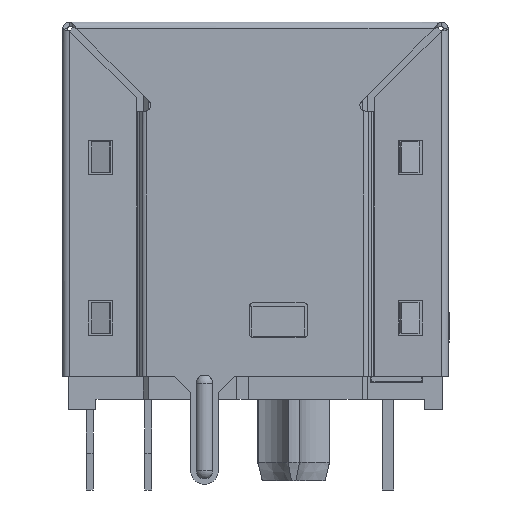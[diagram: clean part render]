
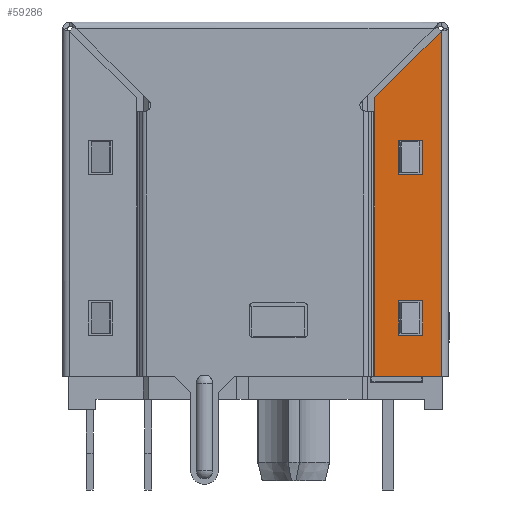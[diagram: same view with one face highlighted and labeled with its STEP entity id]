
A CAD part, left-side view. The second image highlights one B-rep face of the part: STEP entity #59286.
In plain terms, the highlighted face is planar.
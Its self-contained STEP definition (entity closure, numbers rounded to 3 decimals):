
#13183=ORIENTED_EDGE('',*,*,#20488,.F.);
#13184=ORIENTED_EDGE('',*,*,#20490,.T.);
#13185=ORIENTED_EDGE('',*,*,#20491,.T.);
#13186=ORIENTED_EDGE('',*,*,#20240,.T.);
#13187=ORIENTED_EDGE('',*,*,#20492,.F.);
#13188=ORIENTED_EDGE('',*,*,#20493,.F.);
#13189=ORIENTED_EDGE('',*,*,#20494,.F.);
#13190=ORIENTED_EDGE('',*,*,#20495,.F.);
#13191=ORIENTED_EDGE('',*,*,#20496,.F.);
#13192=ORIENTED_EDGE('',*,*,#20497,.F.);
#13193=ORIENTED_EDGE('',*,*,#20498,.F.);
#13194=ORIENTED_EDGE('',*,*,#20499,.F.);
#20240=EDGE_CURVE('',#24807,#24806,#30000,.T.);
#20488=EDGE_CURVE('',#24923,#24806,#30134,.T.);
#20490=EDGE_CURVE('',#24923,#24924,#30136,.T.);
#20491=EDGE_CURVE('',#24924,#24807,#30137,.T.);
#20492=EDGE_CURVE('',#24925,#24926,#30138,.T.);
#20493=EDGE_CURVE('',#24927,#24925,#30139,.T.);
#20494=EDGE_CURVE('',#24928,#24927,#30140,.T.);
#20495=EDGE_CURVE('',#24926,#24928,#30141,.T.);
#20496=EDGE_CURVE('',#24929,#24930,#30142,.T.);
#20497=EDGE_CURVE('',#24931,#24929,#30143,.T.);
#20498=EDGE_CURVE('',#24932,#24931,#30144,.T.);
#20499=EDGE_CURVE('',#24930,#24932,#30145,.T.);
#24806=VERTEX_POINT('',#86725);
#24807=VERTEX_POINT('',#86727);
#24923=VERTEX_POINT('',#87537);
#24924=VERTEX_POINT('',#87548);
#24925=VERTEX_POINT('',#87551);
#24926=VERTEX_POINT('',#87552);
#24927=VERTEX_POINT('',#87554);
#24928=VERTEX_POINT('',#87556);
#24929=VERTEX_POINT('',#87559);
#24930=VERTEX_POINT('',#87560);
#24931=VERTEX_POINT('',#87562);
#24932=VERTEX_POINT('',#87564);
#30000=LINE('',#86726,#35361);
#30134=LINE('',#87543,#35495);
#30136=LINE('',#87547,#35497);
#30137=LINE('',#87549,#35498);
#30138=LINE('',#87550,#35499);
#30139=LINE('',#87553,#35500);
#30140=LINE('',#87555,#35501);
#30141=LINE('',#87557,#35502);
#30142=LINE('',#87558,#35503);
#30143=LINE('',#87561,#35504);
#30144=LINE('',#87563,#35505);
#30145=LINE('',#87565,#35506);
#35361=VECTOR('',#71775,1000.);
#35495=VECTOR('',#72301,1000.);
#35497=VECTOR('',#72307,1000.);
#35498=VECTOR('',#72308,1000.);
#35499=VECTOR('',#72309,1000.);
#35500=VECTOR('',#72310,1000.);
#35501=VECTOR('',#72311,1000.);
#35502=VECTOR('',#72312,1000.);
#35503=VECTOR('',#72313,1000.);
#35504=VECTOR('',#72314,1000.);
#35505=VECTOR('',#72315,1000.);
#35506=VECTOR('',#72316,1000.);
#37877=EDGE_LOOP('',(#13183,#13184,#13185,#13186));
#37878=EDGE_LOOP('',(#13187,#13188,#13189,#13190));
#37879=EDGE_LOOP('',(#13191,#13192,#13193,#13194));
#40185=FACE_BOUND('',#37877,.T.);
#40186=FACE_BOUND('',#37878,.T.);
#40187=FACE_BOUND('',#37879,.T.);
#42048=PLANE('',#62017);
#59286=ADVANCED_FACE('',(#40185,#40186,#40187),#42048,.F.);
#62017=AXIS2_PLACEMENT_3D('',#87546,#72305,#72306);
#71775=DIRECTION('',(0.017,0.,1.));
#72301=DIRECTION('',(0.,1.,0.));
#72305=DIRECTION('',(-1.,0.,0.017));
#72306=DIRECTION('',(0.,1.,0.));
#72307=DIRECTION('',(-0.012,0.707,-0.707));
#72308=DIRECTION('',(0.,1.,0.));
#72309=DIRECTION('',(0.017,0.,1.));
#72310=DIRECTION('',(0.,1.,0.));
#72311=DIRECTION('',(-0.017,0.,-1.));
#72312=DIRECTION('',(0.,-1.,0.));
#72313=DIRECTION('',(0.017,0.,1.));
#72314=DIRECTION('',(0.,1.,0.));
#72315=DIRECTION('',(-0.017,0.,-1.));
#72316=DIRECTION('',(0.,-1.,0.));
#86725=CARTESIAN_POINT('',(28.954,4.61,24.504));
#86726=CARTESIAN_POINT('',(28.777,4.61,14.375));
#86727=CARTESIAN_POINT('',(28.904,4.61,21.607));
#87537=CARTESIAN_POINT('',(28.954,-10.438,24.504));
#87543=CARTESIAN_POINT('',(28.954,-10.54,24.504));
#87546=CARTESIAN_POINT('',(28.777,-10.84,14.375));
#87547=CARTESIAN_POINT('',(28.869,-5.574,19.641));
#87548=CARTESIAN_POINT('',(28.904,-7.54,21.607));
#87549=CARTESIAN_POINT('',(28.904,-10.84,21.607));
#87550=CARTESIAN_POINT('',(28.777,-4.19,14.375));
#87551=CARTESIAN_POINT('',(28.922,-4.19,22.656));
#87552=CARTESIAN_POINT('',(28.94,-4.19,23.706));
#87553=CARTESIAN_POINT('',(28.922,-10.84,22.656));
#87554=CARTESIAN_POINT('',(28.922,-5.69,22.656));
#87555=CARTESIAN_POINT('',(28.777,-5.69,14.375));
#87556=CARTESIAN_POINT('',(28.94,-5.69,23.706));
#87557=CARTESIAN_POINT('',(28.94,-10.84,23.706));
#87558=CARTESIAN_POINT('',(28.777,2.81,14.375));
#87559=CARTESIAN_POINT('',(28.922,2.81,22.656));
#87560=CARTESIAN_POINT('',(28.94,2.81,23.706));
#87561=CARTESIAN_POINT('',(28.922,-10.84,22.656));
#87562=CARTESIAN_POINT('',(28.922,1.31,22.656));
#87563=CARTESIAN_POINT('',(28.777,1.31,14.375));
#87564=CARTESIAN_POINT('',(28.94,1.31,23.706));
#87565=CARTESIAN_POINT('',(28.94,-10.84,23.706));
